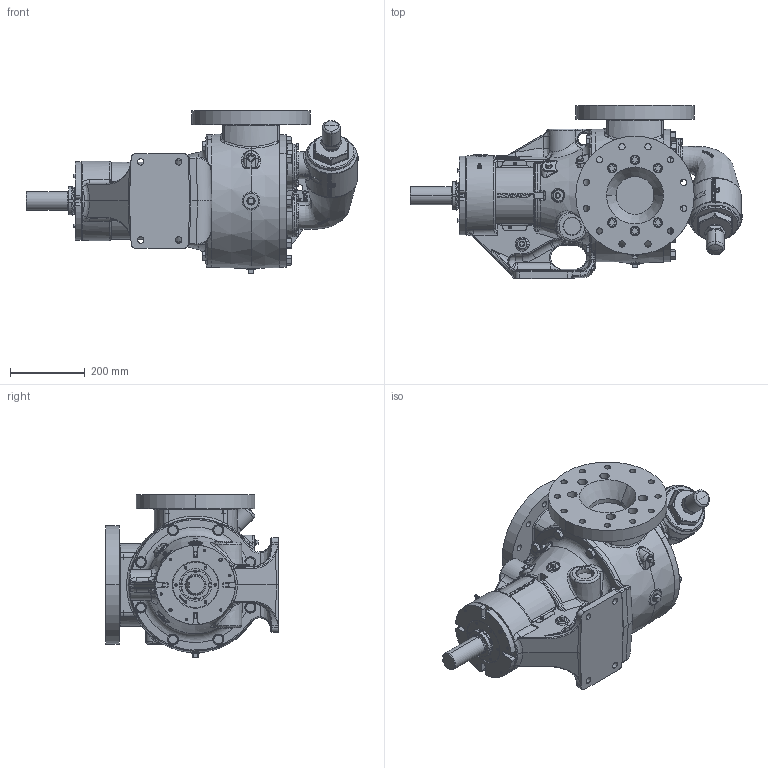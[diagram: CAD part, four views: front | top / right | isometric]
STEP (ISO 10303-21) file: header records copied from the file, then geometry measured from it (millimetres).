
FILE_DESCRIPTION (( 'STEP AP214' ), '1' );
FILE_NAME ('QV-2228.STEP', '2024-04-17T13:40:16', ( '' ), ( '' ), 'SwSTEP 2.0', 'SolidWorks 2022', '' );
FILE_SCHEMA (( 'AUTOMOTIVE_DESIGN' ));
Length unit declared in the file: inch
Products named in the file (1): QV-2228
Bounding box: 890.01 x 463.55 x 434.87 mm (x, y, z)
Volume: 45724391.4 mm3; surface area: 1773932 mm2
Topology: 1 solids, 1 shells, 4920 faces, 12577 edges, 7946 vertices
Faces by surface type: plane 1736, bspline 1595, cylinder 839, cone 546, torus 144, sphere 60
Entity records: 319974 total; most frequent: CARTESIAN_POINT 149550, ORIENTED_EDGE 24932, DIRECTION 17422, EDGE_CURVE 12466, VERTEX_POINT 7943, AXIS2_PLACEMENT_3D 6101, EDGE_LOOP 5401, LINE 5220
